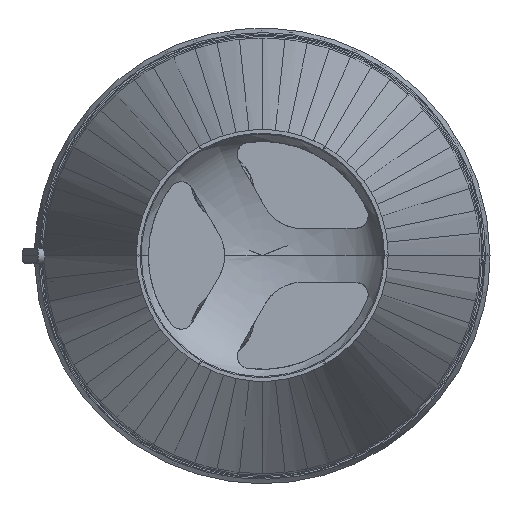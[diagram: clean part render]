
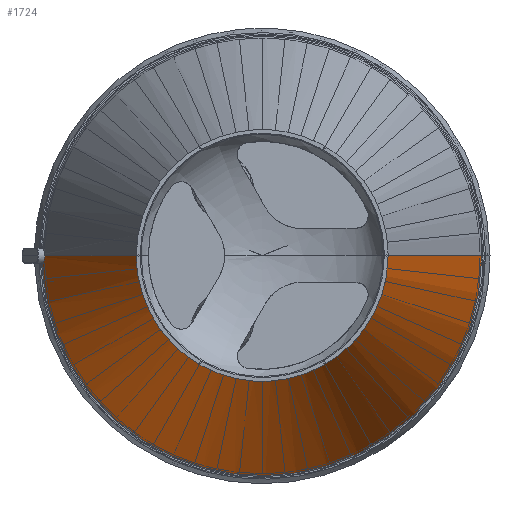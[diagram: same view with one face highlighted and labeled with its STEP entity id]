
A CAD part, top view. The second image highlights one B-rep face of the part: STEP entity #1724.
In plain terms, the highlighted free-form (B-spline) face has degree [2, 1] with [5, 2] control points.
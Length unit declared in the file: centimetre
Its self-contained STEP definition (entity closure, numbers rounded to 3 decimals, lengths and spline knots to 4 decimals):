
#251=(
BOUNDED_SURFACE()
B_SPLINE_SURFACE(2,1,((#18249,#18250),(#18251,#18252),(#18253,#18254),(#18255,
#18256),(#18257,#18258)),.UNSPECIFIED.,.F.,.F.,.F.)
B_SPLINE_SURFACE_WITH_KNOTS((3,2,3),(2,2),(596.8242,895.2363,
1193.6485),(304.4287,531.073),.UNSPECIFIED.)
GEOMETRIC_REPRESENTATION_ITEM()
RATIONAL_B_SPLINE_SURFACE(((1.,1.),(0.707,0.707),
(1.,1.),(0.707,0.707),(1.,1.)))
REPRESENTATION_ITEM('')
SURFACE()
);
#321=(
BOUNDED_CURVE()
B_SPLINE_CURVE(2,(#11274,#11275,#11276,#11277,#11278),.UNSPECIFIED.,.F.,
.F.)
B_SPLINE_CURVE_WITH_KNOTS((3,2,3),(-1091.0766,-821.2856,-551.4945),
.UNSPECIFIED.)
CURVE()
GEOMETRIC_REPRESENTATION_ITEM()
RATIONAL_B_SPLINE_CURVE((1.,0.713,1.,0.713,1.))
REPRESENTATION_ITEM('')
);
#323=(
BOUNDED_CURVE()
B_SPLINE_CURVE(1,(#11284,#11285),.UNSPECIFIED.,.F.,.F.)
B_SPLINE_CURVE_WITH_KNOTS((2,2),(304.4287,531.073),.UNSPECIFIED.)
CURVE()
GEOMETRIC_REPRESENTATION_ITEM()
RATIONAL_B_SPLINE_CURVE((1.,1.))
REPRESENTATION_ITEM('')
);
#324=(
BOUNDED_CURVE()
B_SPLINE_CURVE(1,(#11290,#11291),.UNSPECIFIED.,.F.,.F.)
B_SPLINE_CURVE_WITH_KNOTS((2,2),(-525.9832,-304.4287),.UNSPECIFIED.)
CURVE()
GEOMETRIC_REPRESENTATION_ITEM()
RATIONAL_B_SPLINE_CURVE((1.,1.))
REPRESENTATION_ITEM('')
);
#941=(
BOUNDED_CURVE()
B_SPLINE_CURVE(2,(#14558,#14559,#14560,#14561,#14562),.UNSPECIFIED.,.F.,
.F.)
B_SPLINE_CURVE_WITH_KNOTS((3,2,3),(596.8242,895.2363,1193.6485),
.UNSPECIFIED.)
CURVE()
GEOMETRIC_REPRESENTATION_ITEM()
RATIONAL_B_SPLINE_CURVE((1.,0.707,1.,0.707,1.))
REPRESENTATION_ITEM('')
);
#1724=ADVANCED_FACE('',(#2354),#251,.T.);
#2354=FACE_OUTER_BOUND('',#2994,.T.);
#2994=EDGE_LOOP('',(#5460,#5461,#5462,#5463,#5464));
#5460=ORIENTED_EDGE('',*,*,#7220,.T.);
#5461=ORIENTED_EDGE('',*,*,#6050,.F.);
#5462=ORIENTED_EDGE('',*,*,#6052,.F.);
#5463=ORIENTED_EDGE('',*,*,#7219,.T.);
#5464=ORIENTED_EDGE('',*,*,#6054,.F.);
#6050=EDGE_CURVE('',#7518,#7522,#321,.T.);
#6052=EDGE_CURVE('',#7525,#7518,#323,.T.);
#6054=EDGE_CURVE('',#7526,#7524,#324,.T.);
#7219=EDGE_CURVE('',#7525,#7524,#941,.T.);
#7220=EDGE_CURVE('',#7526,#7522,#9377,.T.);
#7518=VERTEX_POINT('',#18540);
#7522=VERTEX_POINT('',#18544);
#7524=VERTEX_POINT('',#18546);
#7525=VERTEX_POINT('',#18547);
#7526=VERTEX_POINT('',#18548);
#9377=B_SPLINE_CURVE_WITH_KNOTS('',3,(#14563,#14564,#14565,#14566),.UNSPECIFIED.,
.F.,.F.,(4,4),(-0.8495,0.),.UNSPECIFIED.);
#11274=CARTESIAN_POINT('',(17.2705,0.,118.7594));
#11275=CARTESIAN_POINT('',(17.2705,-16.9768,118.7594));
#11276=CARTESIAN_POINT('',(0.2962,-17.2679,118.7594));
#11277=CARTESIAN_POINT('',(-16.6781,-17.5591,118.7594));
#11278=CARTESIAN_POINT('',(-17.2603,-0.5923,118.7594));
#11284=CARTESIAN_POINT('',(9.9,0.,140.1919));
#11285=CARTESIAN_POINT('',(17.2705,0.,118.7594));
#11290=CARTESIAN_POINT('',(-17.1049,0.,119.2407));
#11291=CARTESIAN_POINT('',(-9.9,0.,140.1919));
#14558=CARTESIAN_POINT('',(9.9,0.,140.1919));
#14559=CARTESIAN_POINT('',(9.9,-9.9,140.1919));
#14560=CARTESIAN_POINT('',(0.,-9.9,140.1919));
#14561=CARTESIAN_POINT('',(-9.9,-9.9,140.1919));
#14562=CARTESIAN_POINT('',(-9.9,0.,140.1919));
#14563=CARTESIAN_POINT('',(-17.1049,0.,119.2407));
#14564=CARTESIAN_POINT('',(-17.1049,-0.2478,119.2407));
#14565=CARTESIAN_POINT('',(-17.1518,-0.5406,119.0798));
#14566=CARTESIAN_POINT('',(-17.2603,-0.5923,118.7594));
#18249=CARTESIAN_POINT('',(9.9,0.,140.1919));
#18250=CARTESIAN_POINT('',(17.2705,0.,118.7594));
#18251=CARTESIAN_POINT('',(9.9,-9.9,140.1919));
#18252=CARTESIAN_POINT('',(17.2705,-17.2705,118.7594));
#18253=CARTESIAN_POINT('',(0.,-9.9,140.1919));
#18254=CARTESIAN_POINT('',(0.,-17.2705,118.7594));
#18255=CARTESIAN_POINT('',(-9.9,-9.9,140.1919));
#18256=CARTESIAN_POINT('',(-17.2705,-17.2705,118.7594));
#18257=CARTESIAN_POINT('',(-9.9,0.,140.1919));
#18258=CARTESIAN_POINT('',(-17.2705,0.,118.7594));
#18540=CARTESIAN_POINT('',(17.2705,0.,118.7594));
#18544=CARTESIAN_POINT('',(-17.2603,-0.5923,118.7594));
#18546=CARTESIAN_POINT('',(-9.9,0.,140.1919));
#18547=CARTESIAN_POINT('',(9.9,0.,140.1919));
#18548=CARTESIAN_POINT('',(-17.1049,0.,119.2407));
